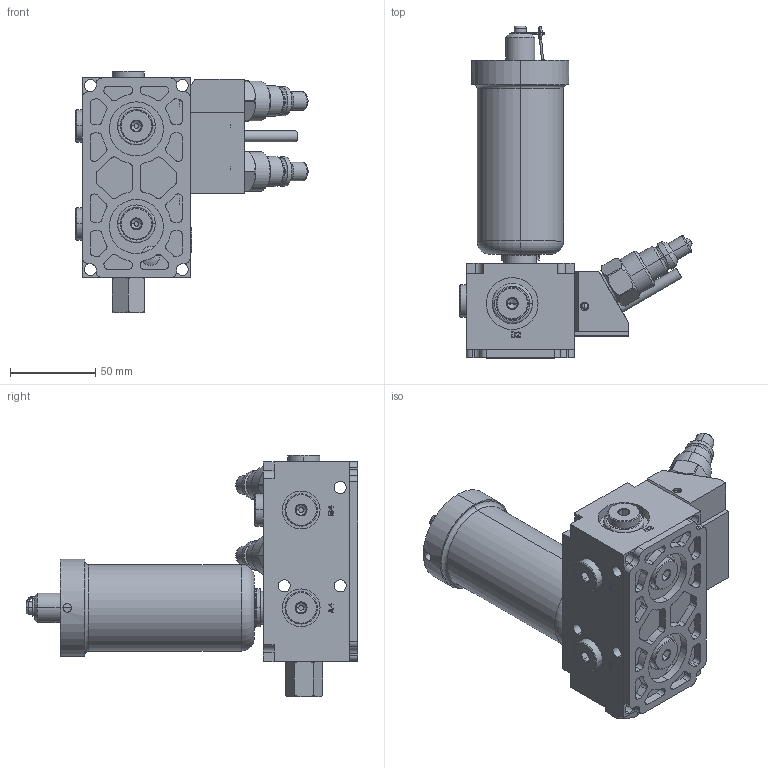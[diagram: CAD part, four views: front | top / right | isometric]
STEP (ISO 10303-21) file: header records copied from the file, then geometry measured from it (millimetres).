
FILE_DESCRIPTION((''),'2;1');
FILE_NAME('ILCM45600725','2018-08-31T',('dg'),(''),'PRO/ENGINEER BY PARAMETRIC TECHNOLOGY CORPORATION, 2013320','PRO/ENGINEER BY PARAMETRIC TECHNOLOGY CORPORATION, 2013320','');
FILE_SCHEMA(('CONFIG_CONTROL_DESIGN'));
Length unit declared in the file: inch
Products named in the file (4): ILCM45600725; 45600511; 30871966
Assembly tree (3 placements, depth 2):
  ILCM45600725
    ILCM45600725
    45600511
    30871966
Bounding box: 136.55 x 195.13 x 142.21 mm (x, y, z)
Volume: 611514.9 mm3; surface area: 127111.1 mm2
Topology: 6 solids, 8 shells, 1662 faces, 4235 edges, 2698 vertices
Faces by surface type: plane 999, cylinder 345, cone 246, torus 68, sphere 4
Entity records: 56030 total; most frequent: CARTESIAN_POINT 15157, DIRECTION 8465, ORIENTED_EDGE 8430, EDGE_CURVE 4219, VECTOR 2917, LINE 2917, AXIS2_PLACEMENT_3D 2774, VERTEX_POINT 2698
